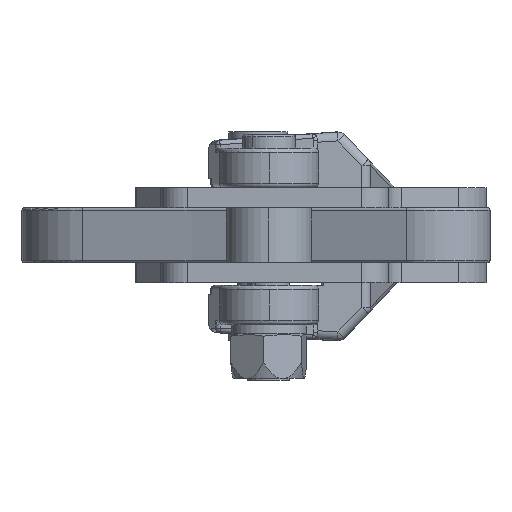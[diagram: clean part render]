
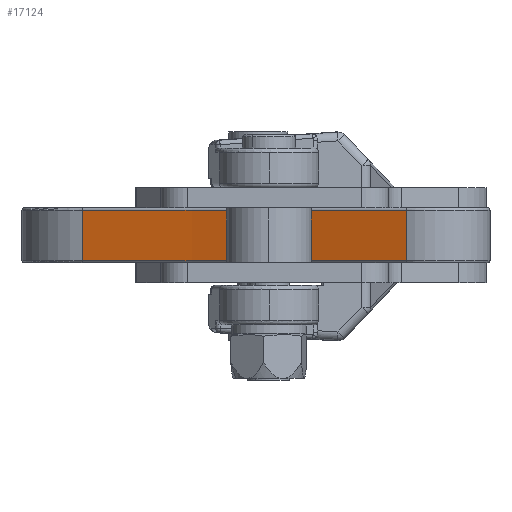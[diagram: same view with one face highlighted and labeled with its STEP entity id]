
A CAD part, front view. The second image highlights one B-rep face of the part: STEP entity #17124.
In plain terms, the highlighted cylindrical face has radius 600 mm (diameter 1200 mm), a partial arc.
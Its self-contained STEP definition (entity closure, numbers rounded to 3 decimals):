
#81 = CARTESIAN_POINT ( 'NONE',  ( -5.584, -11.961, -5.65 ) ) ;
#2878 = DIRECTION ( 'NONE',  ( -1., 0., 0. ) ) ;
#2880 = DIRECTION ( 'NONE',  ( 0., 0., -1. ) ) ;
#2882 = CARTESIAN_POINT ( 'NONE',  ( -250.042, -559.902, 6.15 ) ) ;
#7137 = FACE_OUTER_BOUND ( 'NONE', #23489, .T. ) ;
#7143 = CYLINDRICAL_SURFACE ( 'NONE', #25590, 600. ) ;
#7574 = LINE ( 'NONE', #7955, #7576 ) ;
#7576 = VECTOR ( 'NONE', #7973, 1000. ) ;
#7727 = LINE ( 'NONE', #8611, #7730 ) ;
#7730 = VECTOR ( 'NONE', #8613, 1000. ) ;
#7955 = CARTESIAN_POINT ( 'NONE',  ( -5.584, -11.961, 6.15 ) ) ;
#7973 = DIRECTION ( 'NONE',  ( 0., 0., -1. ) ) ;
#8611 = CARTESIAN_POINT ( 'NONE',  ( -78.142, 14.946, 6.15 ) ) ;
#8613 = DIRECTION ( 'NONE',  ( 0., 0., -1. ) ) ;
#8834 = CARTESIAN_POINT ( 'NONE',  ( -250.042, -559.902, -5.65 ) ) ;
#8835 = DIRECTION ( 'NONE',  ( 0., 0., -1. ) ) ;
#8836 = DIRECTION ( 'NONE',  ( 1., 0., 0. ) ) ;
#10221 = VERTEX_POINT ( 'NONE', #14202 ) ;
#10264 = VERTEX_POINT ( 'NONE', #14550 ) ;
#10296 = VERTEX_POINT ( 'NONE', #14546 ) ;
#11414 = CARTESIAN_POINT ( 'NONE',  ( -250.042, -559.902, 5.65 ) ) ;
#11415 = DIRECTION ( 'NONE',  ( 0., 0., 1. ) ) ;
#11416 = DIRECTION ( 'NONE',  ( 1., 0., 0. ) ) ;
#12226 = AXIS2_PLACEMENT_3D ( 'NONE', #11414, #11415, #11416 ) ;
#12885 = VERTEX_POINT ( 'NONE', #81 ) ;
#14202 = CARTESIAN_POINT ( 'NONE',  ( -78.142, 14.946, -5.65 ) ) ;
#14546 = CARTESIAN_POINT ( 'NONE',  ( -78.142, 14.946, 5.65 ) ) ;
#14550 = CARTESIAN_POINT ( 'NONE',  ( -5.584, -11.961, 5.65 ) ) ;
#17124 = ADVANCED_FACE ( 'NONE', ( #7137 ), #7143, .F. ) ;
#19651 = ORIENTED_EDGE ( 'NONE', *, *, #24368, .F. ) ;
#19947 = ORIENTED_EDGE ( 'NONE', *, *, #24558, .T. ) ;
#20086 = ORIENTED_EDGE ( 'NONE', *, *, #24883, .T. ) ;
#20125 = ORIENTED_EDGE ( 'NONE', *, *, #24494, .T. ) ;
#20552 = CIRCLE ( 'NONE', #25739, 600. ) ;
#20912 = CIRCLE ( 'NONE', #12226, 600. ) ;
#23489 = EDGE_LOOP ( 'NONE', ( #20125, #19947, #19651, #20086 ) ) ;
#24368 = EDGE_CURVE ( 'NONE', #10264, #12885, #7574, .T. ) ;
#24494 = EDGE_CURVE ( 'NONE', #10296, #10221, #7727, .T. ) ;
#24558 = EDGE_CURVE ( 'NONE', #10221, #12885, #20552, .T. ) ;
#24883 = EDGE_CURVE ( 'NONE', #10264, #10296, #20912, .T. ) ;
#25590 = AXIS2_PLACEMENT_3D ( 'NONE', #2882, #2880, #2878 ) ;
#25739 = AXIS2_PLACEMENT_3D ( 'NONE', #8834, #8835, #8836 ) ;
